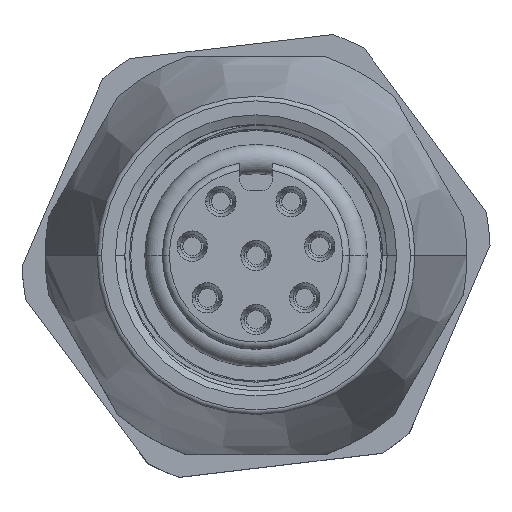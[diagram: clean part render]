
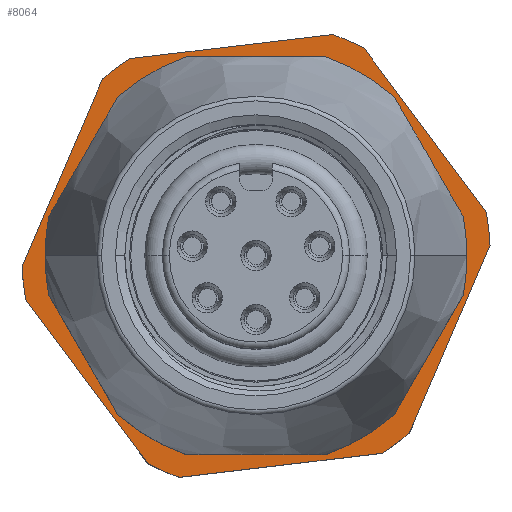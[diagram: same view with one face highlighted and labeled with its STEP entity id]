
A CAD part, top view. The second image highlights one B-rep face of the part: STEP entity #8064.
In plain terms, the highlighted planar face has unit normal (0, 0, 1).
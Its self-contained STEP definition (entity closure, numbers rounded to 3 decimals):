
#90 = VERTEX_POINT ( 'NONE', #12652 ) ;
#113 = VERTEX_POINT ( 'NONE', #12196 ) ;
#114 = VERTEX_POINT ( 'NONE', #12619 ) ;
#117 = VERTEX_POINT ( 'NONE', #12618 ) ;
#118 = VERTEX_POINT ( 'NONE', #12225 ) ;
#119 = VERTEX_POINT ( 'NONE', #12187 ) ;
#120 = VERTEX_POINT ( 'NONE', #12617 ) ;
#122 = VERTEX_POINT ( 'NONE', #12631 ) ;
#124 = VERTEX_POINT ( 'NONE', #12649 ) ;
#125 = VERTEX_POINT ( 'NONE', #12216 ) ;
#129 = VERTEX_POINT ( 'NONE', #12645 ) ;
#181 = VERTEX_POINT ( 'NONE', #12623 ) ;
#182 = VERTEX_POINT ( 'NONE', #12313 ) ;
#184 = VERTEX_POINT ( 'NONE', #12624 ) ;
#185 = VERTEX_POINT ( 'NONE', #12612 ) ;
#3611 = FACE_OUTER_BOUND ( 'NONE', #6243, .T. ) ;
#3617 = FACE_BOUND ( 'NONE', #6217, .T. ) ;
#5907 = VECTOR ( 'NONE', #9916, 1000. ) ;
#5908 = LINE ( 'NONE', #9918, #5932 ) ;
#5909 = VECTOR ( 'NONE', #9911, 1000. ) ;
#5910 = LINE ( 'NONE', #9913, #5907 ) ;
#5911 = VECTOR ( 'NONE', #9906, 1000. ) ;
#5912 = LINE ( 'NONE', #9908, #5909 ) ;
#5913 = VECTOR ( 'NONE', #9880, 1000. ) ;
#5914 = LINE ( 'NONE', #9903, #5911 ) ;
#5915 = LINE ( 'NONE', #9882, #5913 ) ;
#5922 = CIRCLE ( 'NONE', #6563, 10. ) ;
#5925 = VECTOR ( 'NONE', #9926, 1000. ) ;
#5926 = CIRCLE ( 'NONE', #6564, 10. ) ;
#5927 = CIRCLE ( 'NONE', #6561, 7.6 ) ;
#5932 = VECTOR ( 'NONE', #9921, 1000. ) ;
#5935 = LINE ( 'NONE', #9923, #5925 ) ;
#5938 = CIRCLE ( 'NONE', #6567, 10. ) ;
#5943 = CIRCLE ( 'NONE', #6569, 10. ) ;
#5947 = CIRCLE ( 'NONE', #6570, 10. ) ;
#5959 = CIRCLE ( 'NONE', #6573, 10. ) ;
#5963 = CIRCLE ( 'NONE', #6577, 7.6 ) ;
#5966 = CIRCLE ( 'NONE', #6576, 10. ) ;
#6217 = EDGE_LOOP ( 'NONE', ( #7523, #7524 ) ) ;
#6243 = EDGE_LOOP ( 'NONE', ( #7525, #7526, #7527, #7528, #7529, #7530, #7531, #7532, #7533, #7534, #7535, #7536, #7537 ) ) ;
#6561 = AXIS2_PLACEMENT_3D ( 'NONE', #9895, #9898, #9900 ) ;
#6563 = AXIS2_PLACEMENT_3D ( 'NONE', #9872, #9874, #9876 ) ;
#6564 = AXIS2_PLACEMENT_3D ( 'NONE', #9861, #9863, #9865 ) ;
#6567 = AXIS2_PLACEMENT_3D ( 'NONE', #9818, #9820, #9822 ) ;
#6569 = AXIS2_PLACEMENT_3D ( 'NONE', #9792, #9794, #9796 ) ;
#6570 = AXIS2_PLACEMENT_3D ( 'NONE', #9781, #9783, #9785 ) ;
#6573 = AXIS2_PLACEMENT_3D ( 'NONE', #9740, #9742, #9744 ) ;
#6576 = AXIS2_PLACEMENT_3D ( 'NONE', #9715, #9717, #9719 ) ;
#6577 = AXIS2_PLACEMENT_3D ( 'NONE', #9701, #9703, #9705 ) ;
#7170 = EDGE_CURVE ( 'NONE', #125, #118, #5963, .T. ) ;
#7172 = EDGE_CURVE ( 'NONE', #124, #185, #5966, .T. ) ;
#7176 = EDGE_CURVE ( 'NONE', #129, #124, #5959, .T. ) ;
#7182 = EDGE_CURVE ( 'NONE', #119, #114, #5947, .T. ) ;
#7184 = EDGE_CURVE ( 'NONE', #90, #120, #5943, .T. ) ;
#7188 = EDGE_CURVE ( 'NONE', #184, #113, #5938, .T. ) ;
#7194 = EDGE_CURVE ( 'NONE', #182, #181, #5926, .T. ) ;
#7196 = EDGE_CURVE ( 'NONE', #122, #117, #5922, .T. ) ;
#7199 = EDGE_CURVE ( 'NONE', #118, #125, #5927, .T. ) ;
#7200 = EDGE_CURVE ( 'NONE', #185, #119, #5915, .T. ) ;
#7201 = EDGE_CURVE ( 'NONE', #114, #122, #5914, .T. ) ;
#7202 = EDGE_CURVE ( 'NONE', #117, #184, #5912, .T. ) ;
#7203 = EDGE_CURVE ( 'NONE', #113, #182, #5910, .T. ) ;
#7204 = EDGE_CURVE ( 'NONE', #181, #90, #5908, .T. ) ;
#7205 = EDGE_CURVE ( 'NONE', #120, #129, #5935, .T. ) ;
#7523 = ORIENTED_EDGE ( 'NONE', *, *, #7199, .F. ) ;
#7524 = ORIENTED_EDGE ( 'NONE', *, *, #7170, .F. ) ;
#7525 = ORIENTED_EDGE ( 'NONE', *, *, #7176, .T. ) ;
#7526 = ORIENTED_EDGE ( 'NONE', *, *, #7172, .T. ) ;
#7527 = ORIENTED_EDGE ( 'NONE', *, *, #7200, .T. ) ;
#7528 = ORIENTED_EDGE ( 'NONE', *, *, #7182, .T. ) ;
#7529 = ORIENTED_EDGE ( 'NONE', *, *, #7201, .T. ) ;
#7530 = ORIENTED_EDGE ( 'NONE', *, *, #7196, .T. ) ;
#7531 = ORIENTED_EDGE ( 'NONE', *, *, #7202, .T. ) ;
#7532 = ORIENTED_EDGE ( 'NONE', *, *, #7188, .T. ) ;
#7533 = ORIENTED_EDGE ( 'NONE', *, *, #7203, .T. ) ;
#7534 = ORIENTED_EDGE ( 'NONE', *, *, #7194, .T. ) ;
#7535 = ORIENTED_EDGE ( 'NONE', *, *, #7204, .T. ) ;
#7536 = ORIENTED_EDGE ( 'NONE', *, *, #7184, .T. ) ;
#7537 = ORIENTED_EDGE ( 'NONE', *, *, #7205, .T. ) ;
#8064 = ADVANCED_FACE ( 'NONE', ( #3617, #3611 ), #12555, .T. ) ;
#9701 = CARTESIAN_POINT ( 'NONE',  ( 0., 0., 2.8 ) ) ;
#9703 = DIRECTION ( 'NONE',  ( 0., 0., 1. ) ) ;
#9705 = DIRECTION ( 'NONE',  ( 1., 0., 0. ) ) ;
#9715 = CARTESIAN_POINT ( 'NONE',  ( 0., 0., 2.8 ) ) ;
#9717 = DIRECTION ( 'NONE',  ( 0., 0., 1. ) ) ;
#9719 = DIRECTION ( 'NONE',  ( 1., 0., 0. ) ) ;
#9740 = CARTESIAN_POINT ( 'NONE',  ( 0., 0., 2.8 ) ) ;
#9742 = DIRECTION ( 'NONE',  ( 0., 0., 1. ) ) ;
#9744 = DIRECTION ( 'NONE',  ( 1., 0., 0. ) ) ;
#9781 = CARTESIAN_POINT ( 'NONE',  ( 0., 0., 2.8 ) ) ;
#9783 = DIRECTION ( 'NONE',  ( 0., 0., 1. ) ) ;
#9785 = DIRECTION ( 'NONE',  ( 1., 0., 0. ) ) ;
#9792 = CARTESIAN_POINT ( 'NONE',  ( 0., 0., 2.8 ) ) ;
#9794 = DIRECTION ( 'NONE',  ( 0., 0., 1. ) ) ;
#9796 = DIRECTION ( 'NONE',  ( 1., 0., 0. ) ) ;
#9818 = CARTESIAN_POINT ( 'NONE',  ( 0., 0., 2.8 ) ) ;
#9820 = DIRECTION ( 'NONE',  ( 0., 0., 1. ) ) ;
#9822 = DIRECTION ( 'NONE',  ( 1., 0., 0. ) ) ;
#9861 = CARTESIAN_POINT ( 'NONE',  ( 0., 0., 2.8 ) ) ;
#9863 = DIRECTION ( 'NONE',  ( 0., 0., 1. ) ) ;
#9865 = DIRECTION ( 'NONE',  ( 1., 0., 0. ) ) ;
#9872 = CARTESIAN_POINT ( 'NONE',  ( 0., 0., 2.8 ) ) ;
#9874 = DIRECTION ( 'NONE',  ( 0., 0., 1. ) ) ;
#9876 = DIRECTION ( 'NONE',  ( 1., 0., 0. ) ) ;
#9880 = DIRECTION ( 'NONE',  ( 0.5, -0.866, 0. ) ) ;
#9882 = CARTESIAN_POINT ( 'NONE',  ( -16.835, 11.16, 2.8 ) ) ;
#9895 = CARTESIAN_POINT ( 'NONE',  ( 0., 0., 2.8 ) ) ;
#9898 = DIRECTION ( 'NONE',  ( 0., 0., 1. ) ) ;
#9900 = DIRECTION ( 'NONE',  ( 1., 0., 0. ) ) ;
#9903 = CARTESIAN_POINT ( 'NONE',  ( -18.082, -9., 2.8 ) ) ;
#9906 = DIRECTION ( 'NONE',  ( 1., 0., 0. ) ) ;
#9908 = CARTESIAN_POINT ( 'NONE',  ( 16.835, 11.16, 2.8 ) ) ;
#9911 = DIRECTION ( 'NONE',  ( 0.5, 0.866, 0. ) ) ;
#9913 = CARTESIAN_POINT ( 'NONE',  ( -1.247, 20.16, 2.8 ) ) ;
#9916 = DIRECTION ( 'NONE',  ( -0.5, 0.866, 0. ) ) ;
#9918 = CARTESIAN_POINT ( 'NONE',  ( -18.082, 9., 2.8 ) ) ;
#9921 = DIRECTION ( 'NONE',  ( -1., 0., 0. ) ) ;
#9923 = CARTESIAN_POINT ( 'NONE',  ( 1.247, 20.16, 2.8 ) ) ;
#9926 = DIRECTION ( 'NONE',  ( -0.5, -0.866, 0. ) ) ;
#12187 = CARTESIAN_POINT ( 'NONE',  ( -5.615, -8.275, 2.8 ) ) ;
#12196 = CARTESIAN_POINT ( 'NONE',  ( 9.974, 0.725, 2.8 ) ) ;
#12216 = CARTESIAN_POINT ( 'NONE',  ( -7.6, 0., 2.8 ) ) ;
#12225 = CARTESIAN_POINT ( 'NONE',  ( 7.6, 0., 2.8 ) ) ;
#12313 = CARTESIAN_POINT ( 'NONE',  ( 5.615, 8.275, 2.8 ) ) ;
#12555 = PLANE ( 'NONE',  #12840 ) ;
#12557 = CARTESIAN_POINT ( 'NONE',  ( 0., 0., 2.8 ) ) ;
#12562 = DIRECTION ( 'NONE',  ( 0., 0., 1. ) ) ;
#12563 = DIRECTION ( 'NONE',  ( 1., 0., 0. ) ) ;
#12612 = CARTESIAN_POINT ( 'NONE',  ( -9.974, -0.725, 2.8 ) ) ;
#12617 = CARTESIAN_POINT ( 'NONE',  ( -5.615, 8.275, 2.8 ) ) ;
#12618 = CARTESIAN_POINT ( 'NONE',  ( 5.615, -8.275, 2.8 ) ) ;
#12619 = CARTESIAN_POINT ( 'NONE',  ( -4.359, -9., 2.8 ) ) ;
#12623 = CARTESIAN_POINT ( 'NONE',  ( 4.359, 9., 2.8 ) ) ;
#12624 = CARTESIAN_POINT ( 'NONE',  ( 9.974, -0.725, 2.8 ) ) ;
#12631 = CARTESIAN_POINT ( 'NONE',  ( 4.359, -9., 2.8 ) ) ;
#12645 = CARTESIAN_POINT ( 'NONE',  ( -9.974, 0.725, 2.8 ) ) ;
#12649 = CARTESIAN_POINT ( 'NONE',  ( -10., 0., 2.8 ) ) ;
#12652 = CARTESIAN_POINT ( 'NONE',  ( -4.359, 9., 2.8 ) ) ;
#12840 = AXIS2_PLACEMENT_3D ( 'NONE', #12557, #12562, #12563 ) ;
